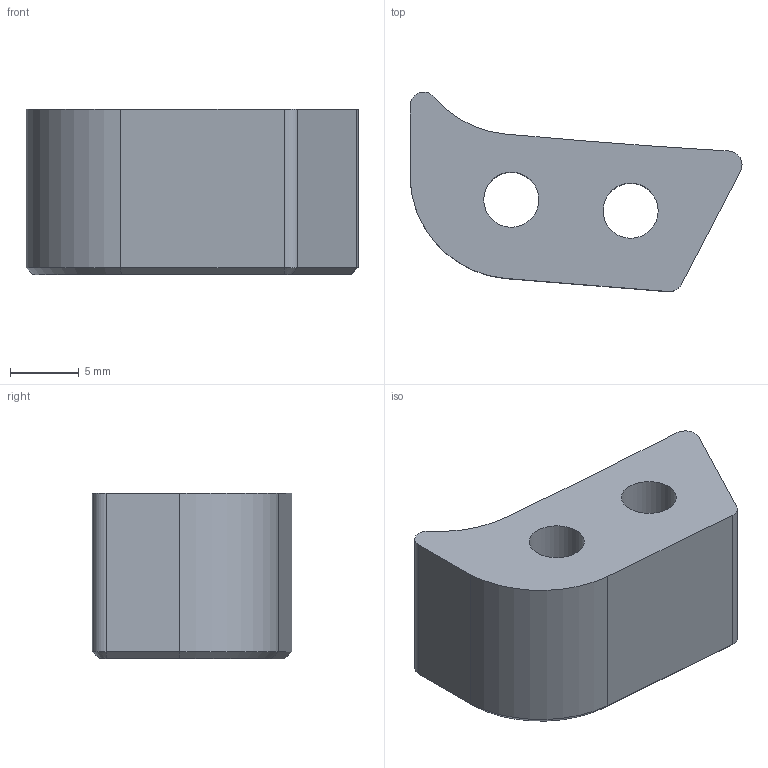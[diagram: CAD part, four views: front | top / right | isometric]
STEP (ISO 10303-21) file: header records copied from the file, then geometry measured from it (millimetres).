
FILE_DESCRIPTION(/* description */ (''),/* implementation_level */ '2;1');
FILE_NAME(/* name */ 'baseTemplateGrip_PENF',/* time_stamp */ '2023-09-28T12:18:02-04:00',/* author */ ('George'),/* organization */ ('Archive 663'),/* preprocessor_version */ 'ST-DEVELOPER v16.7',/* originating_system */ 'Solid Edge',/* authorisation */ 'Unknown');
FILE_SCHEMA (('AUTOMOTIVE_DESIGN {1 0 10303 214 3 1 1}'));
Length unit declared in the file: millimetre
Products named in the file (2): PENF L-Bracket Final; Olympus PENF Arca-Swiss ECG-4 Blank Template V1
Assembly tree (1 placements, depth 2):
  PENF L-Bracket Final
    Olympus PENF Arca-Swiss ECG-4 Blank Template V1
Bounding box: 24.14 x 14.5 x 12 mm (x, y, z)
Volume: 2430.2 mm3; surface area: 1466 mm2
Topology: 1 solids, 1 shells, 24 faces, 57 edges, 35 vertices
Faces by surface type: cylinder 8, plane 8, cone 8
Full cylindrical faces by diameter (mm): 4 x2
Entity records: 715 total; most frequent: DIRECTION 124, CARTESIAN_POINT 119, ORIENTED_EDGE 102, EDGE_CURVE 51, AXIS2_PLACEMENT_3D 50, VERTEX_POINT 33, EDGE_LOOP 32, FACE_BOUND 32
